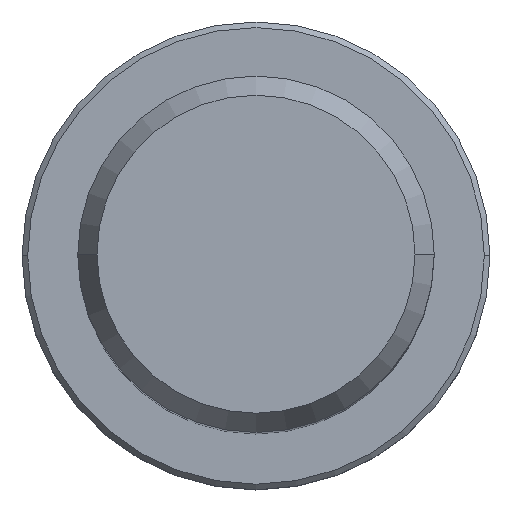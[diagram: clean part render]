
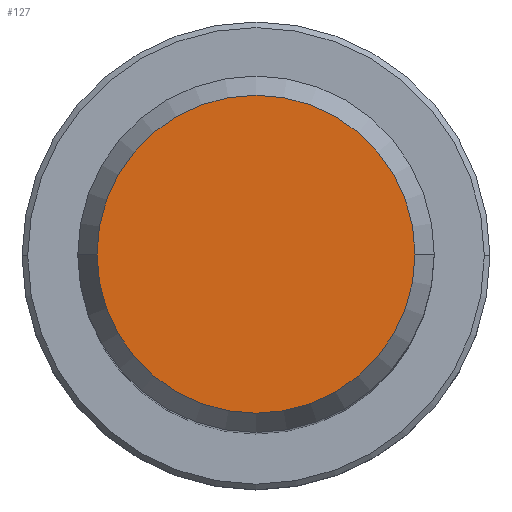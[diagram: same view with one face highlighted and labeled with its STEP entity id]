
A CAD part, top view. The second image highlights one B-rep face of the part: STEP entity #127.
In plain terms, the highlighted planar face has unit normal (0, 0, 1).
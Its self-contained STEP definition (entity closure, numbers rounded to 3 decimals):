
#40=PLANE('',#985);
#127=ADVANCED_FACE('',(#195),#40,.T.);
#195=FACE_OUTER_BOUND('',#247,.T.);
#247=EDGE_LOOP('',(#442,#443));
#442=ORIENTED_EDGE('',*,*,#591,.T.);
#443=ORIENTED_EDGE('',*,*,#593,.F.);
#494=VERTEX_POINT('',#1697);
#495=VERTEX_POINT('',#1699);
#591=EDGE_CURVE('',#495,#494,#676,.T.);
#593=EDGE_CURVE('',#495,#494,#677,.T.);
#676=CIRCLE('',#981,8.497);
#677=CIRCLE('',#983,8.497);
#981=AXIS2_PLACEMENT_3D('',#1698,#1262,#1263);
#983=AXIS2_PLACEMENT_3D('',#1702,#1267,#1268);
#985=AXIS2_PLACEMENT_3D('',#1704,#1271,#1272);
#1262=DIRECTION('',(0.,0.,1.));
#1263=DIRECTION('',(-1.,0.,0.));
#1267=DIRECTION('',(0.,0.,-1.));
#1268=DIRECTION('',(-1.,0.,0.));
#1271=DIRECTION('',(0.,0.,1.));
#1272=DIRECTION('',(1.,0.,0.));
#1697=CARTESIAN_POINT('',(8.497,0.,50.8));
#1698=CARTESIAN_POINT('',(0.,0.,50.8));
#1699=CARTESIAN_POINT('',(-8.497,0.,50.8));
#1702=CARTESIAN_POINT('',(0.,0.,50.8));
#1704=CARTESIAN_POINT('',(0.,0.,50.8));
